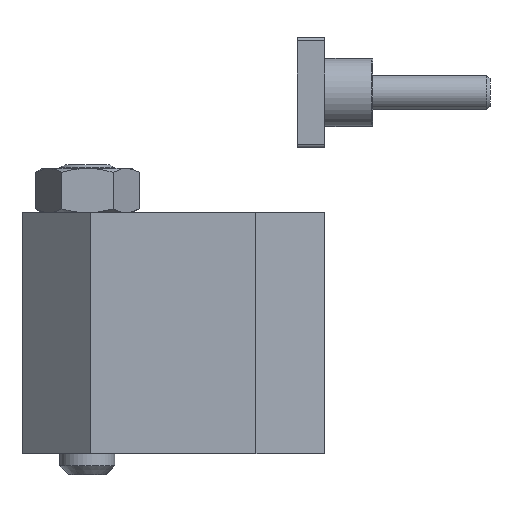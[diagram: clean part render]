
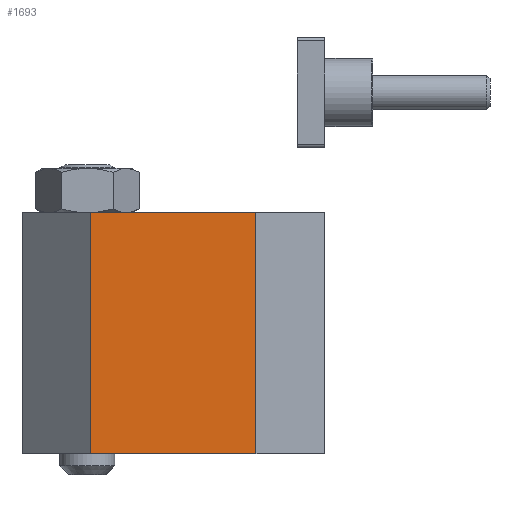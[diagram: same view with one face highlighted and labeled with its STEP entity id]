
A CAD part, left-side view. The second image highlights one B-rep face of the part: STEP entity #1693.
In plain terms, the highlighted face is planar.
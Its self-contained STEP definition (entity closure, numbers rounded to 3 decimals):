
#287=ORIENTED_EDGE('',*,*,#720,.T.);
#288=ORIENTED_EDGE('',*,*,#721,.F.);
#289=ORIENTED_EDGE('',*,*,#722,.F.);
#290=ORIENTED_EDGE('',*,*,#718,.T.);
#718=EDGE_CURVE('',#924,#923,#1097,.T.);
#720=EDGE_CURVE('',#923,#925,#1099,.T.);
#721=EDGE_CURVE('',#926,#925,#1100,.T.);
#722=EDGE_CURVE('',#924,#926,#1101,.T.);
#923=VERTEX_POINT('',#2677);
#924=VERTEX_POINT('',#2679);
#925=VERTEX_POINT('',#2683);
#926=VERTEX_POINT('',#2685);
#1097=LINE('',#2678,#1241);
#1099=LINE('',#2682,#1243);
#1100=LINE('',#2684,#1244);
#1101=LINE('',#2686,#1245);
#1241=VECTOR('',#2152,1000.);
#1243=VECTOR('',#2156,1000.);
#1244=VECTOR('',#2157,1000.);
#1245=VECTOR('',#2158,1000.);
#1334=EDGE_LOOP('',(#287,#288,#289,#290));
#1478=FACE_BOUND('',#1334,.T.);
#1621=PLANE('',#1867);
#1693=ADVANCED_FACE('',(#1478),#1621,.F.);
#1867=AXIS2_PLACEMENT_3D('',#2681,#2154,#2155);
#2152=DIRECTION('',(0.,0.,-1.));
#2154=DIRECTION('',(-1.,0.,0.));
#2155=DIRECTION('',(0.,0.,1.));
#2156=DIRECTION('',(0.,1.,0.));
#2157=DIRECTION('',(0.,0.,-1.));
#2158=DIRECTION('',(0.,1.,0.));
#2677=CARTESIAN_POINT('',(124.,10.,0.));
#2678=CARTESIAN_POINT('',(124.,10.,35.));
#2679=CARTESIAN_POINT('',(124.,10.,35.));
#2681=CARTESIAN_POINT('',(124.,10.,35.));
#2682=CARTESIAN_POINT('',(124.,10.,0.));
#2683=CARTESIAN_POINT('',(124.,34.,0.));
#2684=CARTESIAN_POINT('',(124.,34.,35.));
#2685=CARTESIAN_POINT('',(124.,34.,35.));
#2686=CARTESIAN_POINT('',(124.,10.,35.));
